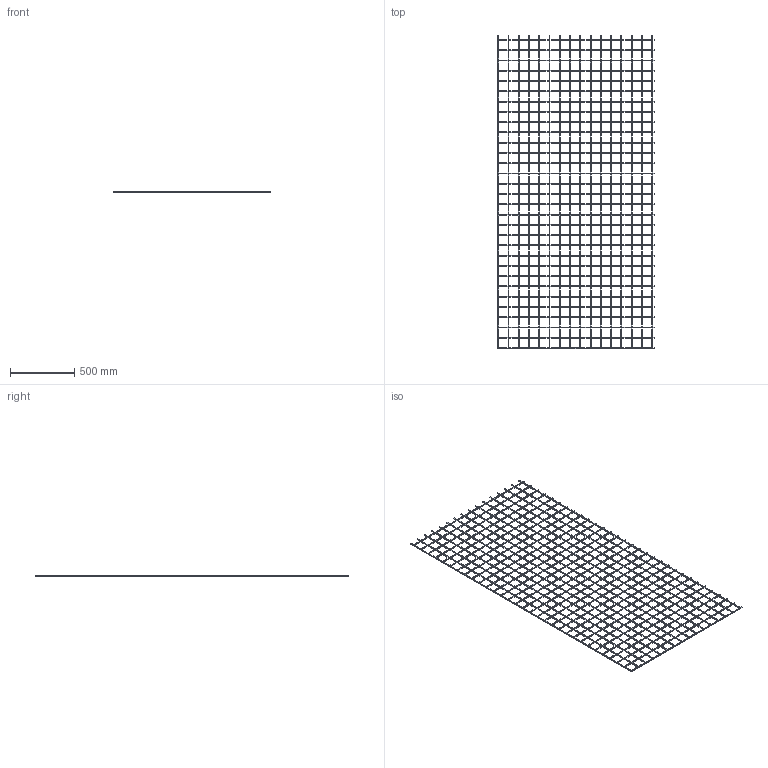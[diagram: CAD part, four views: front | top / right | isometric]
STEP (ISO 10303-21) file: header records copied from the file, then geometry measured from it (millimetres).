
FILE_DESCRIPTION (( 'STEP AP203' ), '1' );
FILE_NAME ('63-000-BK.STEP', '2022-01-03T19:03:37', ( '' ), ( '' ), 'SwSTEP 2.0', 'SolidWorks 2021', '' );
FILE_SCHEMA (( 'CONFIG_CONTROL_DESIGN' ));
Length unit declared in the file: millimetre
Products named in the file (1): 63-000-BK
Bounding box: 1219.2 x 2438.4 x 7 mm (x, y, z)
Volume: 3581895.8 mm3; surface area: 2006438.2 mm2
Topology: 1 solids, 1 shells, 1988 faces, 5958 edges, 3972 vertices
Faces by surface type: plane 1988
Entity records: 67439 total; most frequent: CARTESIAN_POINT 11919, ORIENTED_EDGE 11916, DIRECTION 9936, VECTOR 5958, EDGE_CURVE 5958, LINE 5958, VERTEX_POINT 3972, EDGE_LOOP 2888
